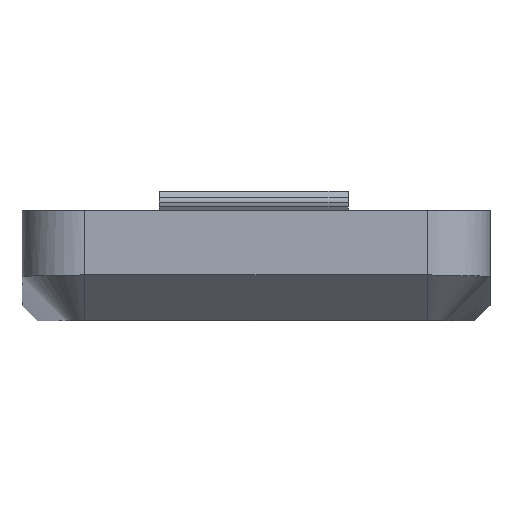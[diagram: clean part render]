
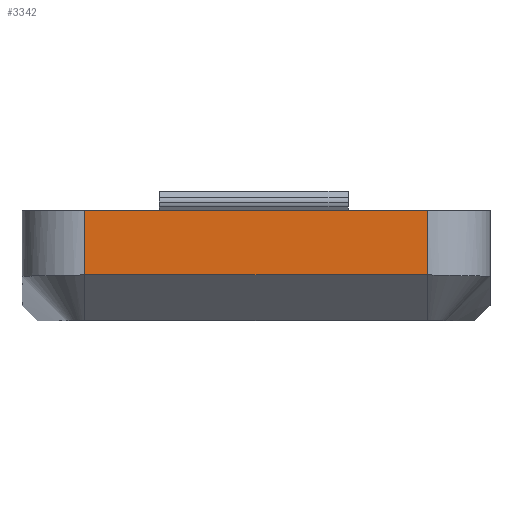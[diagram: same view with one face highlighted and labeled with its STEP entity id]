
A CAD part, front view. The second image highlights one B-rep face of the part: STEP entity #3342.
In plain terms, the highlighted planar face has unit normal (0, -1, 0).
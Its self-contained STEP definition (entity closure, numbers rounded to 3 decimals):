
#52 = PLANE ( 'NONE',  #5974 ) ;
#161 = EDGE_CURVE ( 'NONE', #3969, #2368, #1757, .T. ) ;
#437 = VERTEX_POINT ( 'NONE', #1258 ) ;
#524 = EDGE_LOOP ( 'NONE', ( #1658, #1538, #5119, #3746 ) ) ;
#605 = DIRECTION ( 'NONE',  ( 0., 0., -1. ) ) ;
#717 = CARTESIAN_POINT ( 'NONE',  ( 1194.8, -64.469, -325.304 ) ) ;
#978 = CARTESIAN_POINT ( 'NONE',  ( 1216.529, -64.469, -321.227 ) ) ;
#1197 = FACE_OUTER_BOUND ( 'NONE', #524, .T. ) ;
#1258 = CARTESIAN_POINT ( 'NONE',  ( 1216.529, -64.469, -325.304 ) ) ;
#1332 = CARTESIAN_POINT ( 'NONE',  ( 1194.8, -64.469, -325.304 ) ) ;
#1359 = VERTEX_POINT ( 'NONE', #717 ) ;
#1538 = ORIENTED_EDGE ( 'NONE', *, *, #161, .F. ) ;
#1658 = ORIENTED_EDGE ( 'NONE', *, *, #1714, .F. ) ;
#1714 = EDGE_CURVE ( 'NONE', #2368, #437, #5406, .T. ) ;
#1739 = CARTESIAN_POINT ( 'NONE',  ( 1216.529, -64.469, -321.227 ) ) ;
#1757 = B_SPLINE_CURVE_WITH_KNOTS ( 'NONE', 1,
 ( #4842, #1739 ),
 .UNSPECIFIED., .F., .F.,
 ( 2, 2 ),
 ( 6.283, 28.012 ),
 .UNSPECIFIED. ) ;
#1786 = B_SPLINE_CURVE_WITH_KNOTS ( 'NONE', 3,
 ( #6012, #6075, #4539, #4509, #1332 ),
 .UNSPECIFIED., .F., .F.,
 ( 4, 1, 4 ),
 ( 0., 10.865, 21.73 ),
 .UNSPECIFIED. ) ;
#2161 = CARTESIAN_POINT ( 'NONE',  ( 1194.8, -64.469, -325.304 ) ) ;
#2297 = DIRECTION ( 'NONE',  ( 0., -1., 0. ) ) ;
#2368 = VERTEX_POINT ( 'NONE', #5058 ) ;
#2824 = CARTESIAN_POINT ( 'NONE',  ( 1194.8, -64.469, -321.227 ) ) ;
#3342 = ADVANCED_FACE ( 'NONE', ( #1197 ), #52, .T. ) ;
#3441 = B_SPLINE_CURVE_WITH_KNOTS ( 'NONE', 1,
 ( #4106, #2161 ),
 .UNSPECIFIED., .F., .F.,
 ( 2, 2 ),
 ( 0., 4.077 ),
 .UNSPECIFIED. ) ;
#3746 = ORIENTED_EDGE ( 'NONE', *, *, #6572, .F. ) ;
#3969 = VERTEX_POINT ( 'NONE', #2824 ) ;
#4063 = CARTESIAN_POINT ( 'NONE',  ( 1216.529, -64.469, -325.304 ) ) ;
#4106 = CARTESIAN_POINT ( 'NONE',  ( 1194.8, -64.469, -321.227 ) ) ;
#4183 = EDGE_CURVE ( 'NONE', #3969, #1359, #3441, .T. ) ;
#4373 = CARTESIAN_POINT ( 'NONE',  ( 1194.8, -64.469, -321.227 ) ) ;
#4509 = CARTESIAN_POINT ( 'NONE',  ( 1198.421, -64.469, -325.252 ) ) ;
#4539 = CARTESIAN_POINT ( 'NONE',  ( 1205.664, -64.469, -325.201 ) ) ;
#4842 = CARTESIAN_POINT ( 'NONE',  ( 1194.8, -64.469, -321.227 ) ) ;
#5058 = CARTESIAN_POINT ( 'NONE',  ( 1216.529, -64.469, -321.227 ) ) ;
#5119 = ORIENTED_EDGE ( 'NONE', *, *, #4183, .T. ) ;
#5406 = B_SPLINE_CURVE_WITH_KNOTS ( 'NONE', 1,
 ( #978, #4063 ),
 .UNSPECIFIED., .F., .F.,
 ( 2, 2 ),
 ( 0., 4.077 ),
 .UNSPECIFIED. ) ;
#5974 = AXIS2_PLACEMENT_3D ( 'NONE', #4373, #2297, #605 ) ;
#6012 = CARTESIAN_POINT ( 'NONE',  ( 1216.529, -64.469, -325.304 ) ) ;
#6075 = CARTESIAN_POINT ( 'NONE',  ( 1212.908, -64.469, -325.252 ) ) ;
#6572 = EDGE_CURVE ( 'NONE', #437, #1359, #1786, .T. ) ;
